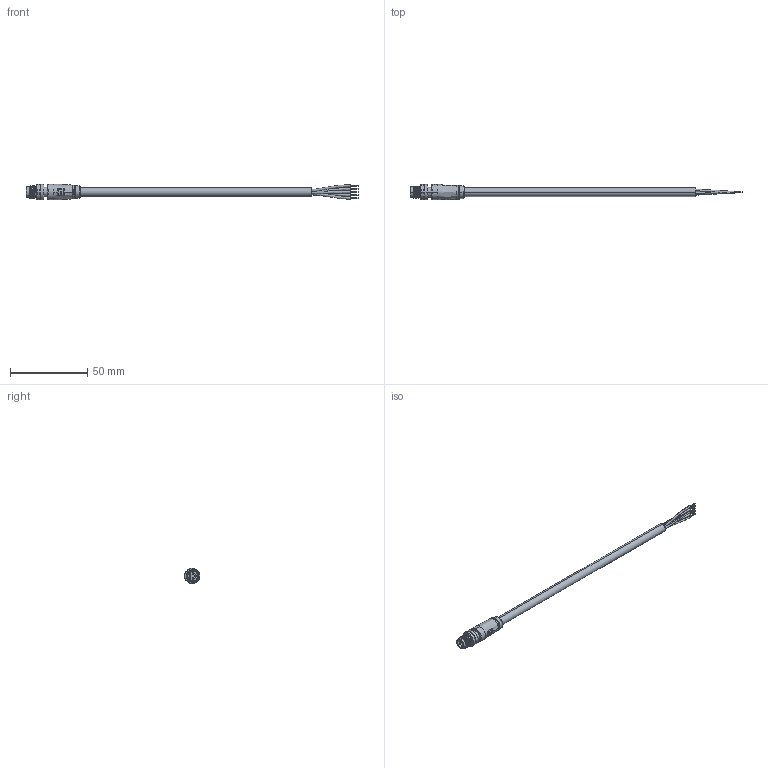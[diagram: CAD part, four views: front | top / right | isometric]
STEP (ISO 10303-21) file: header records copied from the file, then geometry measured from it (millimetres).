
FILE_DESCRIPTION (( 'STEP AP203' ), '1' );
FILE_NAME ('10-05344revA.STEP', '2023-03-17T20:21:32', ( '' ), ( '' ), 'SwSTEP 2.0', 'SolidWorks 2021', '' );
FILE_SCHEMA (( 'CONFIG_CONTROL_DESIGN' ));
Length unit declared in the file: millimetre
Products named in the file (7): 50-01003-02_STEP; 50-01003_STEP; 50-01003-01___; 24-00400_3D print; 50-01003-03___; 30-02980_s + t; 10-05344revA
Assembly tree (10 placements, depth 3):
  10-05344revA
    30-02980_s + t
    24-00400_3D print
    50-01003_STEP
      50-01003-01___
      50-01003-02_STEP
      50-01003-03___  x5
Bounding box: 215 x 10.25 x 10 mm (x, y, z)
Volume: 6006.5 mm3; surface area: 35051.6 mm2
Topology: 421 solids, 421 shells, 2434 faces, 4570 edges, 3003 vertices
Faces by surface type: cylinder 1358, plane 913, bspline 71, cone 47, torus 35, sphere 10
Entity records: 63026 total; most frequent: CARTESIAN_POINT 13779, DIRECTION 11262, ORIENTED_EDGE 8554, AXIS2_PLACEMENT_3D 4921, EDGE_CURVE 4277, VERTEX_POINT 2835, EDGE_LOOP 2746, CIRCLE 2680
